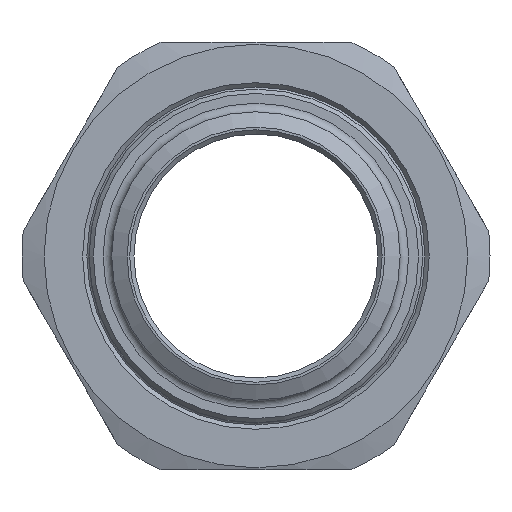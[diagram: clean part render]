
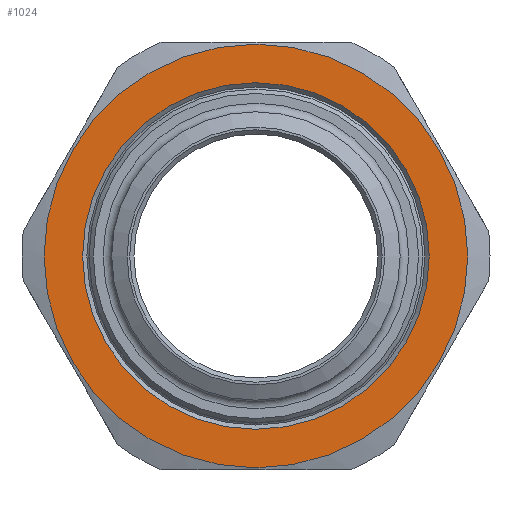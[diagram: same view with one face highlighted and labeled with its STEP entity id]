
A CAD part, left-side view. The second image highlights one B-rep face of the part: STEP entity #1024.
In plain terms, the highlighted planar face has unit normal (-1, 0, 0).
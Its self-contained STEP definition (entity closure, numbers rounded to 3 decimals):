
#45=FACE_BOUND('',#195,.T.);
#96=PLANE('',#1181);
#129=FACE_OUTER_BOUND('',#194,.T.);
#194=EDGE_LOOP('',(#773));
#195=EDGE_LOOP('',(#774));
#365=CIRCLE('',#1171,24.75);
#366=CIRCLE('',#1176,20.25);
#465=VERTEX_POINT('',#1776);
#466=VERTEX_POINT('',#1786);
#578=EDGE_CURVE('',#465,#465,#365,.T.);
#580=EDGE_CURVE('',#466,#466,#366,.T.);
#773=ORIENTED_EDGE('',*,*,#578,.T.);
#774=ORIENTED_EDGE('',*,*,#580,.F.);
#1024=ADVANCED_FACE('',(#129,#45),#96,.F.);
#1171=AXIS2_PLACEMENT_3D('',#1778,#1373,#1374);
#1176=AXIS2_PLACEMENT_3D('',#1787,#1383,#1384);
#1181=AXIS2_PLACEMENT_3D('',#1797,#1395,#1396);
#1373=DIRECTION('center_axis',(-1.,0.,0.));
#1374=DIRECTION('ref_axis',(0.,1.,0.));
#1383=DIRECTION('center_axis',(-1.,0.,0.));
#1384=DIRECTION('ref_axis',(0.,-1.,0.));
#1395=DIRECTION('center_axis',(1.,0.,0.));
#1396=DIRECTION('ref_axis',(0.,0.,-1.));
#1776=CARTESIAN_POINT('',(-18.5,-24.75,0.));
#1778=CARTESIAN_POINT('Origin',(-18.5,0.,0.));
#1786=CARTESIAN_POINT('',(-18.5,20.25,0.));
#1787=CARTESIAN_POINT('Origin',(-18.5,0.,0.));
#1797=CARTESIAN_POINT('Origin',(-18.5,0.,0.));
